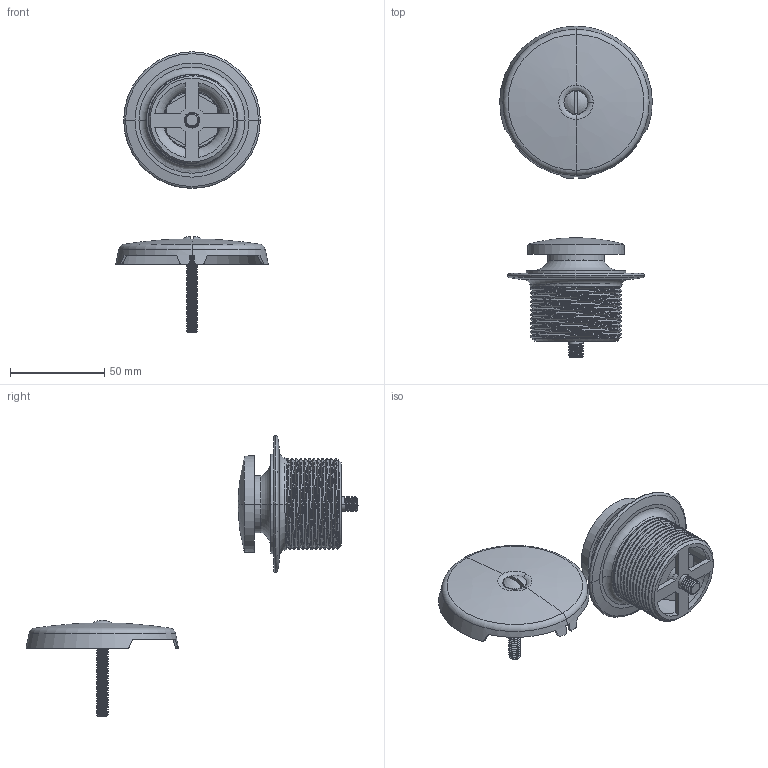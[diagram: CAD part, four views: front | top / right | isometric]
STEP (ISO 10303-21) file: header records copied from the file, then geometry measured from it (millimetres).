
FILE_DESCRIPTION((''),'2;1');
FILE_NAME('273_ASM','2021-10-25T13:26:54',('rsmith'),(''),'CREO PARAMETRIC BY PTC INC, 2018400','CREO PARAMETRIC BY PTC INC, 2018400','');
FILE_SCHEMA(('AUTOMOTIVE_DESIGN { 1 0 10303 214 1 1 1 1 }'));
Length unit declared in the file: inch
Products named in the file (9): 50272; 50274_CLOSED; 91172_CLOSED; 50273; 272_CLOSED_ASM; 50262; 92065; 265_ASM; 273_ASM
Assembly tree (8 placements, depth 3):
  273_ASM
    272_CLOSED_ASM
      50272
      50274_CLOSED
      91172_CLOSED
      50273
    265_ASM
      50262
      92065
Bounding box: 80.77 x 175.72 x 148.43 mm (x, y, z)
Volume: 70325.7 mm3; surface area: 53118 mm2
Topology: 6 solids, 6 shells, 441 faces, 1185 edges, 764 vertices
Faces by surface type: cylinder 166, plane 85, bspline 80, extrusion 55, cone 32, torus 18, sphere 5
Entity records: 39136 total; most frequent: CARTESIAN_POINT 24924, ORIENTED_EDGE 2366, DIRECTION 1612, PRESENTATION_STYLE_ASSIGNMENT 1189, STYLED_ITEM 1189, CURVE_STYLE 1183, EDGE_CURVE 1183, VERTEX_POINT 764
